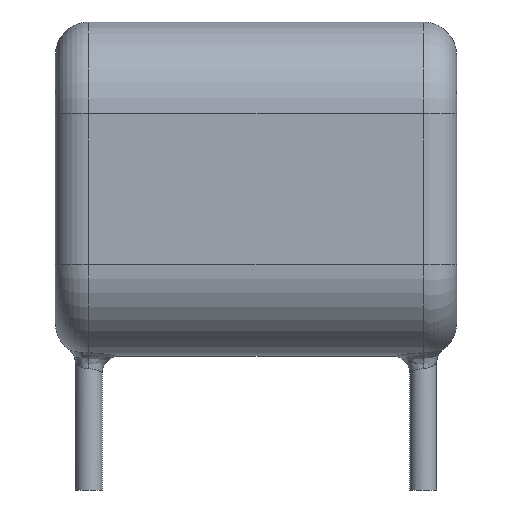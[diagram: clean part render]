
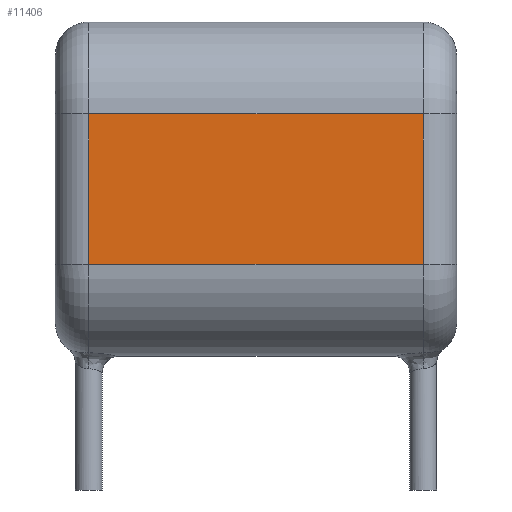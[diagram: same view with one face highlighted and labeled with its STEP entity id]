
A CAD part, front view. The second image highlights one B-rep face of the part: STEP entity #11406.
In plain terms, the highlighted planar face has unit normal (0, -1, 0).
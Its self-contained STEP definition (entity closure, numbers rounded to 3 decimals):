
#129 = CARTESIAN_POINT ( 'NONE',  ( 6., -2.75, 2.75 ) ) ;
#962 = DIRECTION ( 'NONE',  ( 0., 1., 0. ) ) ;
#1604 = EDGE_CURVE ( 'NONE', #11619, #3414, #4967, .T. ) ;
#1946 = VECTOR ( 'NONE', #4040, 1000. ) ;
#2342 = EDGE_LOOP ( 'NONE', ( #5519, #5248, #11897, #7867 ) ) ;
#3224 = CARTESIAN_POINT ( 'NONE',  ( -5., -2.75, 7.25 ) ) ;
#3251 = VECTOR ( 'NONE', #8848, 1000. ) ;
#3414 = VERTEX_POINT ( 'NONE', #6339 ) ;
#3517 = LINE ( 'NONE', #4395, #9326 ) ;
#3981 = EDGE_CURVE ( 'NONE', #7952, #10243, #3517, .T. ) ;
#4040 = DIRECTION ( 'NONE',  ( 0., 0., -1. ) ) ;
#4395 = CARTESIAN_POINT ( 'NONE',  ( 5., -2.75, 10. ) ) ;
#4876 = FACE_OUTER_BOUND ( 'NONE', #2342, .T. ) ;
#4927 = LINE ( 'NONE', #129, #3251 ) ;
#4967 = LINE ( 'NONE', #6837, #1946 ) ;
#5248 = ORIENTED_EDGE ( 'NONE', *, *, #1604, .T. ) ;
#5519 = ORIENTED_EDGE ( 'NONE', *, *, #8934, .T. ) ;
#5550 = DIRECTION ( 'NONE',  ( -1., 0., 0. ) ) ;
#5609 = LINE ( 'NONE', #7500, #7211 ) ;
#6339 = CARTESIAN_POINT ( 'NONE',  ( -5., -2.75, 2.75 ) ) ;
#6837 = CARTESIAN_POINT ( 'NONE',  ( -5., -2.75, 10. ) ) ;
#7211 = VECTOR ( 'NONE', #5550, 1000. ) ;
#7500 = CARTESIAN_POINT ( 'NONE',  ( -6., -2.75, 7.25 ) ) ;
#7524 = CARTESIAN_POINT ( 'NONE',  ( 5., -2.75, 7.25 ) ) ;
#7867 = ORIENTED_EDGE ( 'NONE', *, *, #3981, .T. ) ;
#7908 = PLANE ( 'NONE',  #8258 ) ;
#7952 = VERTEX_POINT ( 'NONE', #12402 ) ;
#8258 = AXIS2_PLACEMENT_3D ( 'NONE', #10913, #962, #8985 ) ;
#8303 = DIRECTION ( 'NONE',  ( 0., 0., 1. ) ) ;
#8848 = DIRECTION ( 'NONE',  ( 1., 0., 0. ) ) ;
#8934 = EDGE_CURVE ( 'NONE', #10243, #11619, #5609, .T. ) ;
#8985 = DIRECTION ( 'NONE',  ( 0., 0., 1. ) ) ;
#9326 = VECTOR ( 'NONE', #8303, 1000. ) ;
#10243 = VERTEX_POINT ( 'NONE', #7524 ) ;
#10339 = EDGE_CURVE ( 'NONE', #3414, #7952, #4927, .T. ) ;
#10913 = CARTESIAN_POINT ( 'NONE',  ( -6., -2.75, 10. ) ) ;
#11406 = ADVANCED_FACE ( 'NONE', ( #4876 ), #7908, .F. ) ;
#11619 = VERTEX_POINT ( 'NONE', #3224 ) ;
#11897 = ORIENTED_EDGE ( 'NONE', *, *, #10339, .T. ) ;
#12402 = CARTESIAN_POINT ( 'NONE',  ( 5., -2.75, 2.75 ) ) ;
